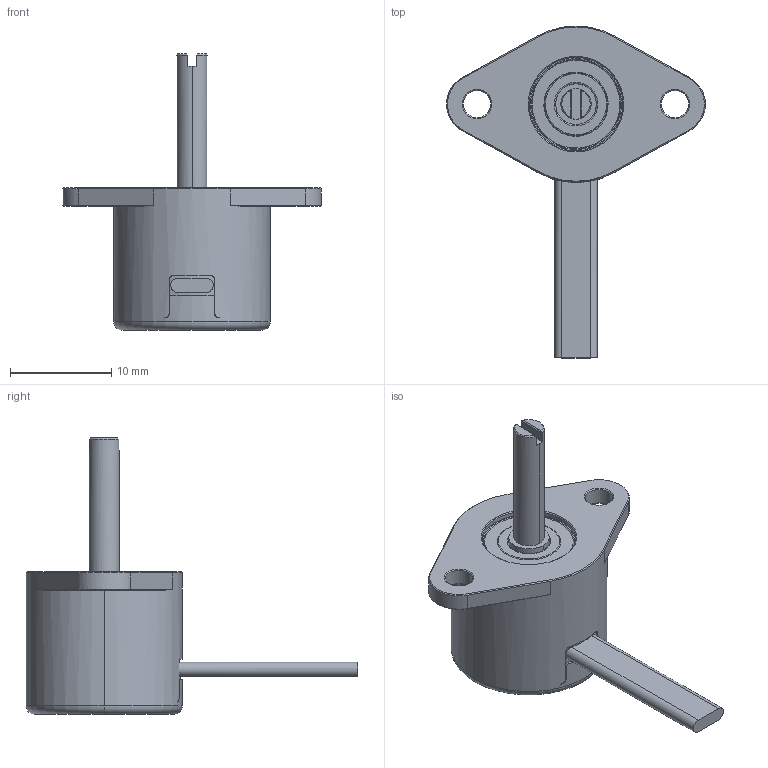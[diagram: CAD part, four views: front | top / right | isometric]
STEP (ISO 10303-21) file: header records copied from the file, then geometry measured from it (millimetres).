
FILE_DESCRIPTION (( 'STEP AP214' ), '1' );
FILE_NAME ('CAB16 ²úÆ·×°Åä-20240624.STEP', '2024-06-28T03:27:22', ( '' ), ( '' ), 'SwSTEP 2.0', 'SolidWorks 2018', '' );
FILE_SCHEMA (( 'AUTOMOTIVE_DESIGN' ));
Length unit declared in the file: millimetre
Products named in the file (1): CAB16 莉こ蚾饜-20240624
Bounding box: 25.5 x 32.7 x 27.2 mm (x, y, z)
Volume: 2790.4 mm3; surface area: 2097.1 mm2
Topology: 12 solids, 17 shells, 243 faces, 646 edges, 421 vertices
Faces by surface type: cylinder 80, plane 69, sphere 48, torus 24, cone 22
Entity records: 10672 total; most frequent: CARTESIAN_POINT 2287, DIRECTION 1237, ORIENTED_EDGE 1112, AXIS2_PLACEMENT_3D 559, EDGE_CURVE 556, VERTEX_POINT 371, CIRCLE 315, EDGE_LOOP 283
